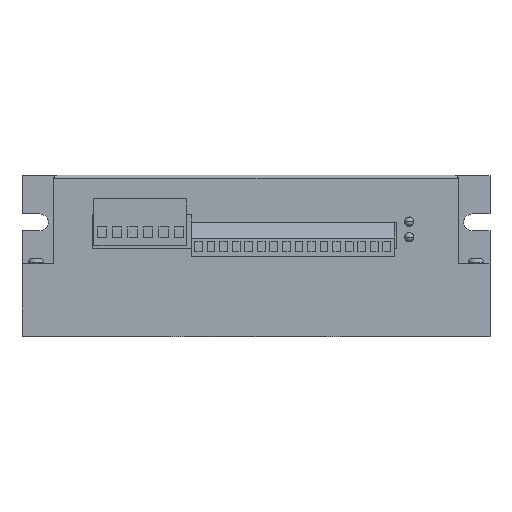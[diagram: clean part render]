
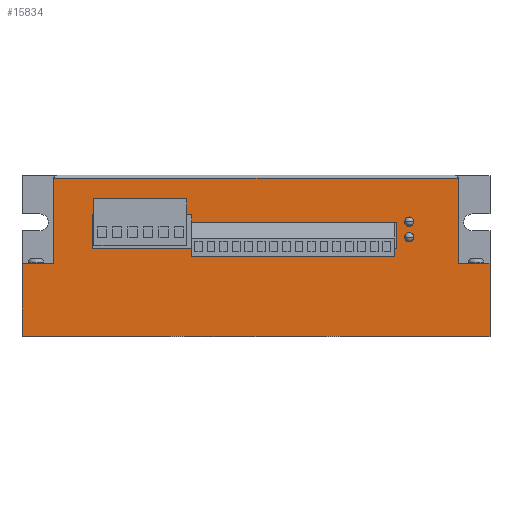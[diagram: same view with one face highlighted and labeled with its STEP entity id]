
A CAD part, top view. The second image highlights one B-rep face of the part: STEP entity #15834.
In plain terms, the highlighted planar face has unit normal (0, 0, 1).
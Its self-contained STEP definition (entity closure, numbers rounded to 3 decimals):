
#14 = EDGE_CURVE ( 'NONE', #5116, #7958, #4884, .T. ) ;
#560 = VERTEX_POINT ( 'NONE', #17032 ) ;
#569 = AXIS2_PLACEMENT_3D ( 'NONE', #11049, #2583, #8267 ) ;
#581 = DIRECTION ( 'NONE',  ( 0., -1., 0. ) ) ;
#583 = CARTESIAN_POINT ( 'NONE',  ( 54.7, 39.3, 0. ) ) ;
#813 = CARTESIAN_POINT ( 'NONE',  ( 140.7, 51., 0. ) ) ;
#873 = LINE ( 'NONE', #15568, #4283 ) ;
#960 = DIRECTION ( 'NONE',  ( -1., 0., 0. ) ) ;
#1027 = CARTESIAN_POINT ( 'NONE',  ( 123.4, 37., 0. ) ) ;
#1164 = DIRECTION ( 'NONE',  ( 0., 0., 1. ) ) ;
#1170 = VERTEX_POINT ( 'NONE', #16294 ) ;
#1214 = EDGE_CURVE ( 'NONE', #3002, #1170, #13947, .T. ) ;
#1300 = EDGE_CURVE ( 'NONE', #13718, #14685, #15298, .T. ) ;
#1318 = CARTESIAN_POINT ( 'NONE',  ( 124.9, 32., 0. ) ) ;
#1568 = AXIS2_PLACEMENT_3D ( 'NONE', #1318, #7003, #12654 ) ;
#1601 = CARTESIAN_POINT ( 'NONE',  ( 10.3, 52., 0. ) ) ;
#2024 = ORIENTED_EDGE ( 'NONE', *, *, #14, .F. ) ;
#2100 = LINE ( 'NONE', #7346, #8750 ) ;
#2583 = DIRECTION ( 'NONE',  ( 0., 0., 1. ) ) ;
#2790 = VERTEX_POINT ( 'NONE', #9438 ) ;
#2836 = LINE ( 'NONE', #12561, #6107 ) ;
#2958 = CARTESIAN_POINT ( 'NONE',  ( 22.7, 39.3, 0. ) ) ;
#2967 = ORIENTED_EDGE ( 'NONE', *, *, #13630, .T. ) ;
#3002 = VERTEX_POINT ( 'NONE', #583 ) ;
#3037 = EDGE_CURVE ( 'NONE', #16537, #8309, #4286, .T. ) ;
#3046 = DIRECTION ( 'NONE',  ( 0., 1., 0. ) ) ;
#3082 = VERTEX_POINT ( 'NONE', #14457 ) ;
#3104 = DIRECTION ( 'NONE',  ( 0., 1., 0. ) ) ;
#3281 = EDGE_CURVE ( 'NONE', #12050, #3465, #15434, .T. ) ;
#3338 = CARTESIAN_POINT ( 'NONE',  ( 126.4, 32., 0. ) ) ;
#3465 = VERTEX_POINT ( 'NONE', #8937 ) ;
#3654 = VERTEX_POINT ( 'NONE', #13801 ) ;
#3697 = VERTEX_POINT ( 'NONE', #4071 ) ;
#3849 = PLANE ( 'NONE',  #9704 ) ;
#4071 = CARTESIAN_POINT ( 'NONE',  ( 140.7, 23.5, 0. ) ) ;
#4283 = VECTOR ( 'NONE', #4584, 1000. ) ;
#4286 = CIRCLE ( 'NONE', #15780, 1.5 ) ;
#4380 = ORIENTED_EDGE ( 'NONE', *, *, #15612, .F. ) ;
#4584 = DIRECTION ( 'NONE',  ( 0., -1., 0. ) ) ;
#4884 = CIRCLE ( 'NONE', #569, 1.5 ) ;
#4905 = EDGE_CURVE ( 'NONE', #3082, #11867, #7066, .T. ) ;
#5116 = VERTEX_POINT ( 'NONE', #3338 ) ;
#5130 = ORIENTED_EDGE ( 'NONE', *, *, #7819, .F. ) ;
#5290 = CARTESIAN_POINT ( 'NONE',  ( 0., 52., 0. ) ) ;
#5361 = LINE ( 'NONE', #16350, #17524 ) ;
#5394 = ORIENTED_EDGE ( 'NONE', *, *, #3037, .F. ) ;
#5883 = DIRECTION ( 'NONE',  ( 1., 0., 0. ) ) ;
#5921 = DIRECTION ( 'NONE',  ( 0., 1., 0. ) ) ;
#6107 = VECTOR ( 'NONE', #3104, 1000. ) ;
#6338 = CARTESIAN_POINT ( 'NONE',  ( 151., 0., 0. ) ) ;
#6604 = ORIENTED_EDGE ( 'NONE', *, *, #14946, .F. ) ;
#6642 = CARTESIAN_POINT ( 'NONE',  ( 126.4, 37., 0. ) ) ;
#6647 = FACE_BOUND ( 'NONE', #14538, .T. ) ;
#7003 = DIRECTION ( 'NONE',  ( 0., 0., 1. ) ) ;
#7030 = EDGE_LOOP ( 'NONE', ( #13677, #13327, #4380, #16353, #9274, #11024 ) ) ;
#7066 = LINE ( 'NONE', #9845, #17429 ) ;
#7229 = EDGE_CURVE ( 'NONE', #7958, #5116, #16815, .T. ) ;
#7346 = CARTESIAN_POINT ( 'NONE',  ( 120.7, 36.8, 0. ) ) ;
#7361 = AXIS2_PLACEMENT_3D ( 'NONE', #11876, #1164, #15934 ) ;
#7385 = EDGE_CURVE ( 'NONE', #9392, #560, #2100, .T. ) ;
#7741 = DIRECTION ( 'NONE',  ( 1., 0., 0. ) ) ;
#7755 = CARTESIAN_POINT ( 'NONE',  ( 120.7, 36.8, 0. ) ) ;
#7819 = EDGE_CURVE ( 'NONE', #3697, #3654, #14230, .T. ) ;
#7880 = DIRECTION ( 'NONE',  ( 0., -1., 0. ) ) ;
#7958 = VERTEX_POINT ( 'NONE', #12324 ) ;
#7963 = ORIENTED_EDGE ( 'NONE', *, *, #7229, .F. ) ;
#8095 = VECTOR ( 'NONE', #7880, 1000. ) ;
#8267 = DIRECTION ( 'NONE',  ( 1., 0., 0. ) ) ;
#8309 = VERTEX_POINT ( 'NONE', #6642 ) ;
#8453 = CARTESIAN_POINT ( 'NONE',  ( 22.7, 28.3, 0. ) ) ;
#8750 = VECTOR ( 'NONE', #12824, 1000. ) ;
#8870 = DIRECTION ( 'NONE',  ( 0., 0., 1. ) ) ;
#8937 = CARTESIAN_POINT ( 'NONE',  ( 10.3, 23.5, 0. ) ) ;
#8962 = DIRECTION ( 'NONE',  ( 1., 0., 0. ) ) ;
#9068 = CARTESIAN_POINT ( 'NONE',  ( 120.7, 28.3, 0. ) ) ;
#9088 = VECTOR ( 'NONE', #581, 1000. ) ;
#9274 = ORIENTED_EDGE ( 'NONE', *, *, #9775, .F. ) ;
#9392 = VERTEX_POINT ( 'NONE', #7755 ) ;
#9410 = CARTESIAN_POINT ( 'NONE',  ( 0., 52., 0. ) ) ;
#9438 = CARTESIAN_POINT ( 'NONE',  ( 10.3, 51., 0. ) ) ;
#9439 = FACE_BOUND ( 'NONE', #7030, .T. ) ;
#9506 = VECTOR ( 'NONE', #16747, 1000. ) ;
#9704 = AXIS2_PLACEMENT_3D ( 'NONE', #5290, #12034, #960 ) ;
#9775 = EDGE_CURVE ( 'NONE', #1170, #13718, #873, .T. ) ;
#9807 = CARTESIAN_POINT ( 'NONE',  ( 120.7, 28.3, 0. ) ) ;
#9845 = CARTESIAN_POINT ( 'NONE',  ( 0., 0., 0. ) ) ;
#9917 = ORIENTED_EDGE ( 'NONE', *, *, #14338, .F. ) ;
#10137 = CARTESIAN_POINT ( 'NONE',  ( 124.9, 37., 0. ) ) ;
#10216 = LINE ( 'NONE', #15538, #9088 ) ;
#10270 = EDGE_CURVE ( 'NONE', #3654, #11867, #5361, .T. ) ;
#10417 = FACE_OUTER_BOUND ( 'NONE', #11174, .T. ) ;
#10553 = VECTOR ( 'NONE', #13727, 1000. ) ;
#11024 = ORIENTED_EDGE ( 'NONE', *, *, #1214, .F. ) ;
#11049 = CARTESIAN_POINT ( 'NONE',  ( 124.9, 32., 0. ) ) ;
#11110 = CARTESIAN_POINT ( 'NONE',  ( 0., 23.5, 0. ) ) ;
#11174 = EDGE_LOOP ( 'NONE', ( #6604, #12090, #12123, #13531, #2967, #15868, #13251, #5130 ) ) ;
#11280 = EDGE_CURVE ( 'NONE', #3465, #2790, #15202, .T. ) ;
#11723 = EDGE_CURVE ( 'NONE', #560, #3002, #2836, .T. ) ;
#11755 = LINE ( 'NONE', #15916, #15728 ) ;
#11867 = VERTEX_POINT ( 'NONE', #6338 ) ;
#11876 = CARTESIAN_POINT ( 'NONE',  ( 124.9, 37., 0. ) ) ;
#12023 = DIRECTION ( 'NONE',  ( 0., -1., 0. ) ) ;
#12034 = DIRECTION ( 'NONE',  ( 0., 0., -1. ) ) ;
#12050 = VERTEX_POINT ( 'NONE', #11110 ) ;
#12090 = ORIENTED_EDGE ( 'NONE', *, *, #15880, .T. ) ;
#12123 = ORIENTED_EDGE ( 'NONE', *, *, #11280, .F. ) ;
#12132 = FACE_BOUND ( 'NONE', #12784, .T. ) ;
#12254 = CIRCLE ( 'NONE', #7361, 1.5 ) ;
#12324 = CARTESIAN_POINT ( 'NONE',  ( 123.4, 32., 0. ) ) ;
#12561 = CARTESIAN_POINT ( 'NONE',  ( 54.7, 39.3, 0. ) ) ;
#12654 = DIRECTION ( 'NONE',  ( 1., 0., 0. ) ) ;
#12784 = EDGE_LOOP ( 'NONE', ( #9917, #5394 ) ) ;
#12824 = DIRECTION ( 'NONE',  ( -1., 0., 0. ) ) ;
#12952 = CARTESIAN_POINT ( 'NONE',  ( 151., 23.5, 0. ) ) ;
#13251 = ORIENTED_EDGE ( 'NONE', *, *, #10270, .F. ) ;
#13327 = ORIENTED_EDGE ( 'NONE', *, *, #7385, .F. ) ;
#13531 = ORIENTED_EDGE ( 'NONE', *, *, #3281, .F. ) ;
#13574 = DIRECTION ( 'NONE',  ( -1., 0., 0. ) ) ;
#13630 = EDGE_CURVE ( 'NONE', #12050, #3082, #16064, .T. ) ;
#13677 = ORIENTED_EDGE ( 'NONE', *, *, #11723, .F. ) ;
#13718 = VERTEX_POINT ( 'NONE', #15344 ) ;
#13727 = DIRECTION ( 'NONE',  ( 1., 0., 0. ) ) ;
#13781 = VERTEX_POINT ( 'NONE', #813 ) ;
#13801 = CARTESIAN_POINT ( 'NONE',  ( 151., 23.5, 0. ) ) ;
#13947 = LINE ( 'NONE', #2958, #9506 ) ;
#14035 = DIRECTION ( 'NONE',  ( 1., 0., 0. ) ) ;
#14138 = VECTOR ( 'NONE', #5921, 1000. ) ;
#14230 = LINE ( 'NONE', #12952, #16497 ) ;
#14338 = EDGE_CURVE ( 'NONE', #8309, #16537, #12254, .T. ) ;
#14457 = CARTESIAN_POINT ( 'NONE',  ( 0., 0., 0. ) ) ;
#14538 = EDGE_LOOP ( 'NONE', ( #2024, #7963 ) ) ;
#14685 = VERTEX_POINT ( 'NONE', #9068 ) ;
#14946 = EDGE_CURVE ( 'NONE', #13781, #3697, #10216, .T. ) ;
#15042 = LINE ( 'NONE', #9807, #16602 ) ;
#15202 = LINE ( 'NONE', #1601, #14138 ) ;
#15260 = CARTESIAN_POINT ( 'NONE',  ( 0., 23.5, 0. ) ) ;
#15298 = LINE ( 'NONE', #8453, #15520 ) ;
#15344 = CARTESIAN_POINT ( 'NONE',  ( 22.7, 28.3, 0. ) ) ;
#15434 = LINE ( 'NONE', #15260, #10553 ) ;
#15520 = VECTOR ( 'NONE', #14035, 1000. ) ;
#15538 = CARTESIAN_POINT ( 'NONE',  ( 140.7, 52., 0. ) ) ;
#15568 = CARTESIAN_POINT ( 'NONE',  ( 22.7, 39.3, 0. ) ) ;
#15612 = EDGE_CURVE ( 'NONE', #14685, #9392, #15042, .T. ) ;
#15728 = VECTOR ( 'NONE', #13574, 1000. ) ;
#15780 = AXIS2_PLACEMENT_3D ( 'NONE', #10137, #8870, #8962 ) ;
#15834 = ADVANCED_FACE ( 'NONE', ( #6647, #12132, #9439, #10417 ), #3849, .F. ) ;
#15868 = ORIENTED_EDGE ( 'NONE', *, *, #4905, .T. ) ;
#15880 = EDGE_CURVE ( 'NONE', #13781, #2790, #11755, .T. ) ;
#15916 = CARTESIAN_POINT ( 'NONE',  ( 0., 51., 0. ) ) ;
#15934 = DIRECTION ( 'NONE',  ( 1., 0., 0. ) ) ;
#16064 = LINE ( 'NONE', #9410, #8095 ) ;
#16294 = CARTESIAN_POINT ( 'NONE',  ( 22.7, 39.3, 0. ) ) ;
#16350 = CARTESIAN_POINT ( 'NONE',  ( 151., 52., 0. ) ) ;
#16353 = ORIENTED_EDGE ( 'NONE', *, *, #1300, .F. ) ;
#16497 = VECTOR ( 'NONE', #7741, 1000. ) ;
#16537 = VERTEX_POINT ( 'NONE', #1027 ) ;
#16602 = VECTOR ( 'NONE', #3046, 1000. ) ;
#16747 = DIRECTION ( 'NONE',  ( -1., 0., 0. ) ) ;
#16815 = CIRCLE ( 'NONE', #1568, 1.5 ) ;
#17032 = CARTESIAN_POINT ( 'NONE',  ( 54.7, 36.8, 0. ) ) ;
#17429 = VECTOR ( 'NONE', #5883, 1000. ) ;
#17524 = VECTOR ( 'NONE', #12023, 1000. ) ;
